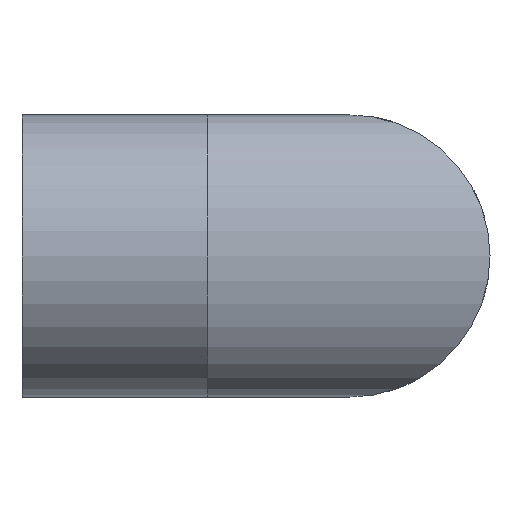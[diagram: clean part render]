
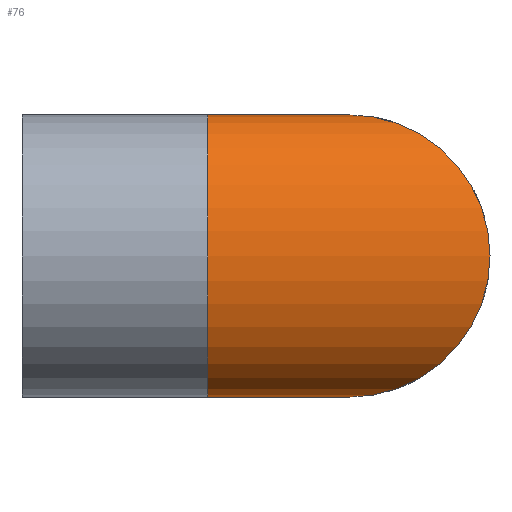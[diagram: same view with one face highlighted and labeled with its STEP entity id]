
A CAD part, front view. The second image highlights one B-rep face of the part: STEP entity #76.
In plain terms, the highlighted toroidal (fillet/blend) face has major radius 18 mm and minor radius 18 mm.
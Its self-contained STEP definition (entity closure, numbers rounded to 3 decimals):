
#76 = ADVANCED_FACE ( 'NONE', ( #1565 ), #4258, .T. ) ;
#309 = DIRECTION ( 'NONE',  ( 0., 1., 0. ) ) ;
#332 = CARTESIAN_POINT ( 'NONE',  ( 23.67, 18., 0. ) ) ;
#454 = CARTESIAN_POINT ( 'NONE',  ( 41.67, 18., 0. ) ) ;
#540 = CARTESIAN_POINT ( 'NONE',  ( 41.67, 18., 0. ) ) ;
#575 = EDGE_CURVE ( 'NONE', #8134, #6457, #2229, .T. ) ;
#614 = VERTEX_POINT ( 'NONE', #867 ) ;
#837 = ORIENTED_EDGE ( 'NONE', *, *, #4019, .F. ) ;
#851 = AXIS2_PLACEMENT_3D ( 'NONE', #454, #1773, #3720 ) ;
#867 = CARTESIAN_POINT ( 'NONE',  ( 23.67, 0., -18. ) ) ;
#950 = CARTESIAN_POINT ( 'NONE',  ( 41.67, 18., 0. ) ) ;
#1114 = CIRCLE ( 'NONE', #5582, 18. ) ;
#1250 = DIRECTION ( 'NONE',  ( 0., 0., -1. ) ) ;
#1565 = FACE_OUTER_BOUND ( 'NONE', #5741, .T. ) ;
#1773 = DIRECTION ( 'NONE',  ( 0., 1., 0. ) ) ;
#2091 = CARTESIAN_POINT ( 'NONE',  ( 41.67, 18., 18. ) ) ;
#2213 = CIRCLE ( 'NONE', #7600, 18. ) ;
#2229 = CIRCLE ( 'NONE', #6952, 18. ) ;
#2286 = ORIENTED_EDGE ( 'NONE', *, *, #575, .F. ) ;
#2555 = DIRECTION ( 'NONE',  ( 0., 0., -1. ) ) ;
#2585 = CARTESIAN_POINT ( 'NONE',  ( 41.67, 18., -18. ) ) ;
#3010 = VERTEX_POINT ( 'NONE', #7486 ) ;
#3021 = AXIS2_PLACEMENT_3D ( 'NONE', #540, #3128, #3173 ) ;
#3128 = DIRECTION ( 'NONE',  ( 0., 1., 0. ) ) ;
#3173 = DIRECTION ( 'NONE',  ( 0., 0., -1. ) ) ;
#3187 = CARTESIAN_POINT ( 'NONE',  ( 23.67, 0., 0. ) ) ;
#3289 = AXIS2_PLACEMENT_3D ( 'NONE', #3187, #5769, #2555 ) ;
#3340 = EDGE_CURVE ( 'NONE', #614, #5181, #1114, .T. ) ;
#3720 = DIRECTION ( 'NONE',  ( 0., 0., -1. ) ) ;
#3792 = CARTESIAN_POINT ( 'NONE',  ( 23.67, 0., 0. ) ) ;
#3925 = DIRECTION ( 'NONE',  ( 1., 0., 0. ) ) ;
#4019 = EDGE_CURVE ( 'NONE', #5181, #8134, #7064, .T. ) ;
#4258 = TOROIDAL_SURFACE ( 'NONE', #7360, 18., 18. ) ;
#4625 = EDGE_CURVE ( 'NONE', #6457, #5181, #5727, .T. ) ;
#4928 = ORIENTED_EDGE ( 'NONE', *, *, #3340, .T. ) ;
#5181 = VERTEX_POINT ( 'NONE', #7588 ) ;
#5236 = CARTESIAN_POINT ( 'NONE',  ( 23.67, 0., 0. ) ) ;
#5480 = DIRECTION ( 'NONE',  ( 0., 0., -1. ) ) ;
#5568 = ORIENTED_EDGE ( 'NONE', *, *, #5593, .T. ) ;
#5582 = AXIS2_PLACEMENT_3D ( 'NONE', #5236, #3925, #7136 ) ;
#5593 = EDGE_CURVE ( 'NONE', #5181, #3010, #7618, .T. ) ;
#5727 = CIRCLE ( 'NONE', #3021, 18. ) ;
#5741 = EDGE_LOOP ( 'NONE', ( #5568, #6813, #4928, #7691, #2286, #837 ) ) ;
#5769 = DIRECTION ( 'NONE',  ( 1., 0., 0. ) ) ;
#6411 = DIRECTION ( 'NONE',  ( 1., 0., 0. ) ) ;
#6457 = VERTEX_POINT ( 'NONE', #2585 ) ;
#6635 = DIRECTION ( 'NONE',  ( 1., 0., 0. ) ) ;
#6813 = ORIENTED_EDGE ( 'NONE', *, *, #7091, .T. ) ;
#6952 = AXIS2_PLACEMENT_3D ( 'NONE', #950, #309, #5480 ) ;
#7064 = CIRCLE ( 'NONE', #851, 18. ) ;
#7091 = EDGE_CURVE ( 'NONE', #3010, #614, #2213, .T. ) ;
#7136 = DIRECTION ( 'NONE',  ( 0., 0., -1. ) ) ;
#7360 = AXIS2_PLACEMENT_3D ( 'NONE', #332, #8126, #6635 ) ;
#7486 = CARTESIAN_POINT ( 'NONE',  ( 23.67, 0., 18. ) ) ;
#7588 = CARTESIAN_POINT ( 'NONE',  ( 23.67, 18., 0. ) ) ;
#7600 = AXIS2_PLACEMENT_3D ( 'NONE', #3792, #6411, #1250 ) ;
#7618 = CIRCLE ( 'NONE', #3289, 18. ) ;
#7691 = ORIENTED_EDGE ( 'NONE', *, *, #4625, .F. ) ;
#8126 = DIRECTION ( 'NONE',  ( 0., 0., 1. ) ) ;
#8134 = VERTEX_POINT ( 'NONE', #2091 ) ;
